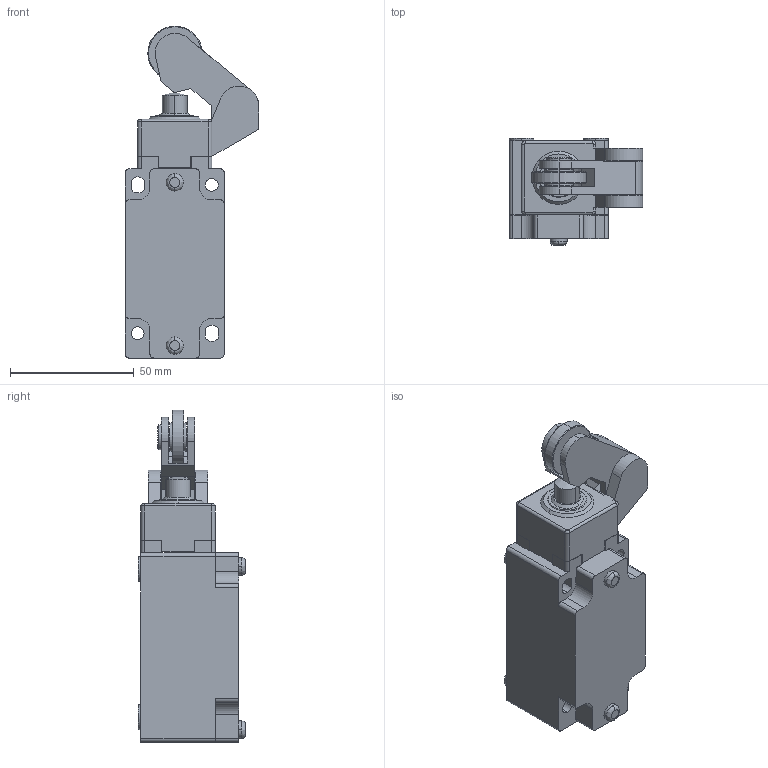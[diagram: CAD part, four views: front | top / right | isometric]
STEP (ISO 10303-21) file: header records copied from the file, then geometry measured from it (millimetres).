
FILE_DESCRIPTION (( 'STEP AP214' ), '1' );
FILE_NAME ('ABM1E32Z11.step', '2017-12-19T21:00:56', ( '' ), ( '' ), 'SwSTEP 2.0', 'SolidWorks 2017', '' );
FILE_SCHEMA (( 'AUTOMOTIVE_DESIGN' ));
Length unit declared in the file: inch
Products named in the file (1): ABM1E32Z11
Bounding box: 54 x 43.3 x 134.3 mm (x, y, z)
Volume: 140591 mm3; surface area: 32730.8 mm2
Topology: 4 solids, 4 shells, 221 faces, 577 edges, 376 vertices
Faces by surface type: plane 108, cylinder 90, cone 14, bspline 5, torus 4
Entity records: 8529 total; most frequent: CARTESIAN_POINT 1262, DIRECTION 1225, ORIENTED_EDGE 1154, EDGE_CURVE 577, AXIS2_PLACEMENT_3D 435, VERTEX_POINT 376, LINE 355, VECTOR 355
